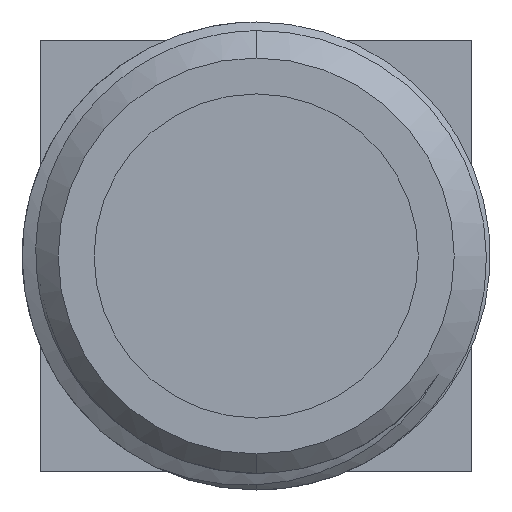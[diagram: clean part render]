
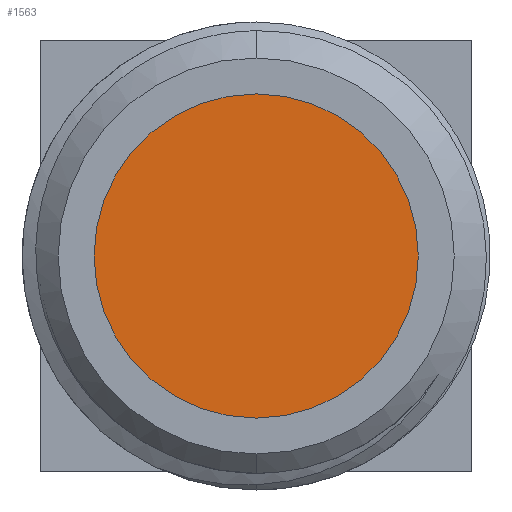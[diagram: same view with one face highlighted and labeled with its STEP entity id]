
A CAD part, left-side view. The second image highlights one B-rep face of the part: STEP entity #1563.
In plain terms, the highlighted planar face has unit normal (-1, 0, 0).
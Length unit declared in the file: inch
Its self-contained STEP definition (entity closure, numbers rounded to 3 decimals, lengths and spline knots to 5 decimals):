
#124 = CIRCLE ( 'NONE', #1133, 0.09409 ) ;
#173 = AXIS2_PLACEMENT_3D ( 'NONE', #753, #1297, #2494 ) ;
#260 = DIRECTION ( 'NONE',  ( -1., 0., 0. ) ) ;
#386 = CIRCLE ( 'NONE', #1758, 0.09409 ) ;
#425 = ORIENTED_EDGE ( 'NONE', *, *, #2905, .T. ) ;
#753 = CARTESIAN_POINT ( 'NONE',  ( 0.12008, 0., 0. ) ) ;
#784 = ORIENTED_EDGE ( 'NONE', *, *, #1051, .T. ) ;
#788 = DIRECTION ( 'NONE',  ( -1., 0., 0. ) ) ;
#1051 = EDGE_CURVE ( 'NONE', #2085, #2235, #124, .T. ) ;
#1133 = AXIS2_PLACEMENT_3D ( 'NONE', #2486, #788, #3336 ) ;
#1297 = DIRECTION ( 'NONE',  ( 1., 0., 0. ) ) ;
#1316 = DIRECTION ( 'NONE',  ( 0., 0., 1. ) ) ;
#1563 = ADVANCED_FACE ( 'NONE', ( #2216 ), #3249, .F. ) ;
#1758 = AXIS2_PLACEMENT_3D ( 'NONE', #1887, #260, #1316 ) ;
#1887 = CARTESIAN_POINT ( 'NONE',  ( 0.12008, 0., 0. ) ) ;
#2085 = VERTEX_POINT ( 'NONE', #2918 ) ;
#2216 = FACE_OUTER_BOUND ( 'NONE', #2218, .T. ) ;
#2218 = EDGE_LOOP ( 'NONE', ( #784, #425 ) ) ;
#2235 = VERTEX_POINT ( 'NONE', #2615 ) ;
#2486 = CARTESIAN_POINT ( 'NONE',  ( 0.12008, 0., 0. ) ) ;
#2494 = DIRECTION ( 'NONE',  ( 0., 0., -1. ) ) ;
#2615 = CARTESIAN_POINT ( 'NONE',  ( 0.12008, 0., -0.09409 ) ) ;
#2905 = EDGE_CURVE ( 'NONE', #2235, #2085, #386, .T. ) ;
#2918 = CARTESIAN_POINT ( 'NONE',  ( 0.12008, 0., 0.09409 ) ) ;
#3249 = PLANE ( 'NONE',  #173 ) ;
#3336 = DIRECTION ( 'NONE',  ( 0., 0., 1. ) ) ;
